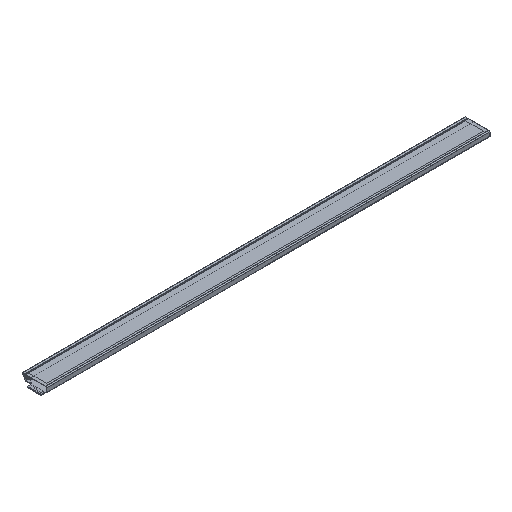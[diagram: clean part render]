
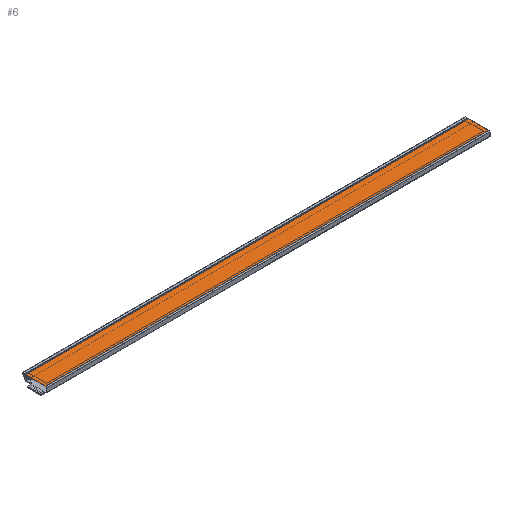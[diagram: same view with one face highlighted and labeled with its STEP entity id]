
A CAD part, isometric view. The second image highlights one B-rep face of the part: STEP entity #6.
In plain terms, the highlighted planar face has unit normal (0, 0, 1).
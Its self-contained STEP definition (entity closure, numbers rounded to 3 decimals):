
#6 = ADVANCED_FACE ( 'NONE', ( #2482 ), #1944, .F. ) ;
#28 = LINE ( 'NONE', #146, #2720 ) ;
#142 = VERTEX_POINT ( 'NONE', #2909 ) ;
#146 = CARTESIAN_POINT ( 'NONE',  ( 275.6, 0., 0. ) ) ;
#288 = AXIS2_PLACEMENT_3D ( 'NONE', #2401, #2858, #1500 ) ;
#424 = LINE ( 'NONE', #2694, #1691 ) ;
#820 = CARTESIAN_POINT ( 'NONE',  ( -2., 0.7, 0. ) ) ;
#853 = VECTOR ( 'NONE', #2431, 1000. ) ;
#855 = DIRECTION ( 'NONE',  ( 0., 1., 0. ) ) ;
#918 = LINE ( 'NONE', #2819, #853 ) ;
#953 = LINE ( 'NONE', #2070, #1474 ) ;
#1026 = EDGE_CURVE ( 'NONE', #1028, #2374, #953, .T. ) ;
#1028 = VERTEX_POINT ( 'NONE', #1468 ) ;
#1166 = EDGE_LOOP ( 'NONE', ( #2772, #2562, #2316, #1422 ) ) ;
#1384 = EDGE_CURVE ( 'NONE', #2739, #142, #918, .T. ) ;
#1422 = ORIENTED_EDGE ( 'NONE', *, *, #2073, .T. ) ;
#1468 = CARTESIAN_POINT ( 'NONE',  ( 275.6, 13.4, 0. ) ) ;
#1474 = VECTOR ( 'NONE', #2749, 1000. ) ;
#1500 = DIRECTION ( 'NONE',  ( -1., 0., 0. ) ) ;
#1691 = VECTOR ( 'NONE', #1792, 1000. ) ;
#1792 = DIRECTION ( 'NONE',  ( 0., -1., 0. ) ) ;
#1944 = PLANE ( 'NONE',  #288 ) ;
#2070 = CARTESIAN_POINT ( 'NONE',  ( -2., 13.4, 0. ) ) ;
#2073 = EDGE_CURVE ( 'NONE', #2374, #2739, #424, .T. ) ;
#2314 = EDGE_CURVE ( 'NONE', #142, #1028, #28, .T. ) ;
#2316 = ORIENTED_EDGE ( 'NONE', *, *, #1026, .T. ) ;
#2374 = VERTEX_POINT ( 'NONE', #2639 ) ;
#2401 = CARTESIAN_POINT ( 'NONE',  ( 0., 0., 0. ) ) ;
#2431 = DIRECTION ( 'NONE',  ( 1., 0., 0. ) ) ;
#2482 = FACE_OUTER_BOUND ( 'NONE', #1166, .T. ) ;
#2562 = ORIENTED_EDGE ( 'NONE', *, *, #2314, .T. ) ;
#2639 = CARTESIAN_POINT ( 'NONE',  ( -2., 13.4, 0. ) ) ;
#2694 = CARTESIAN_POINT ( 'NONE',  ( -2., 0., 0. ) ) ;
#2720 = VECTOR ( 'NONE', #855, 1000. ) ;
#2739 = VERTEX_POINT ( 'NONE', #820 ) ;
#2749 = DIRECTION ( 'NONE',  ( -1., 0., 0. ) ) ;
#2772 = ORIENTED_EDGE ( 'NONE', *, *, #1384, .T. ) ;
#2819 = CARTESIAN_POINT ( 'NONE',  ( -2., 0.7, 0. ) ) ;
#2858 = DIRECTION ( 'NONE',  ( 0., 0., -1. ) ) ;
#2909 = CARTESIAN_POINT ( 'NONE',  ( 275.6, 0.7, 0. ) ) ;
